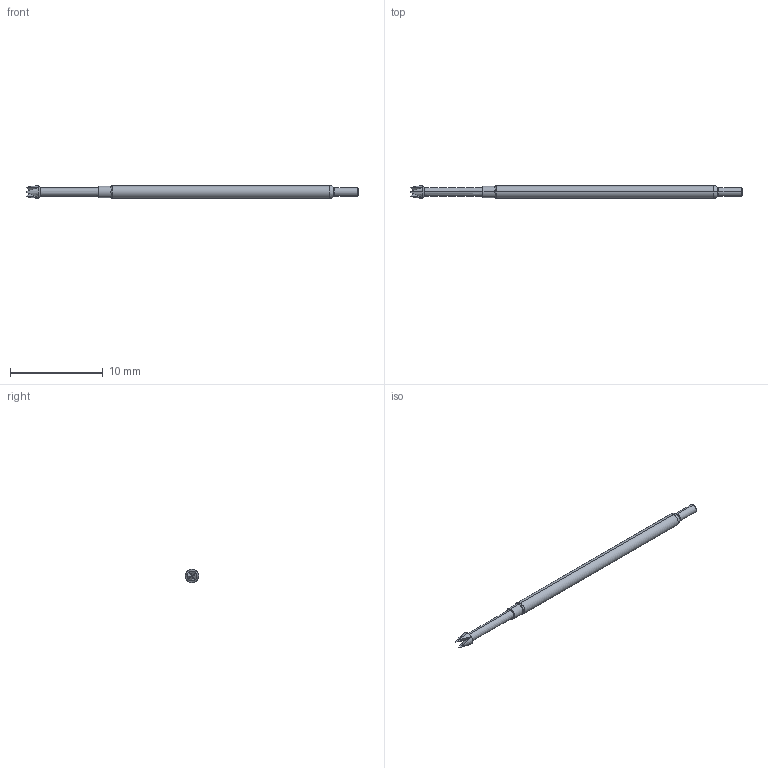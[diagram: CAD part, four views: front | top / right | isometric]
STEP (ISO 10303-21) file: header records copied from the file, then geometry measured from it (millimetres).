
FILE_DESCRIPTION (( 'STEP AP214' ), '1' );
FILE_NAME ('X75-2534.STEP', '2020-05-29T20:32:46', ( '' ), ( '' ), 'SwSTEP 2.0', 'SolidWorks 2019', '' );
FILE_SCHEMA (( 'AUTOMOTIVE_DESIGN' ));
Length unit declared in the file: inch
Products named in the file (1): X75-2534
Bounding box: 35.81 x 1.42 x 1.42 mm (x, y, z)
Volume: 43.9 mm3; surface area: 143.5 mm2
Topology: 1 solids, 1 shells, 44 faces, 100 edges, 59 vertices
Faces by surface type: cone 12, bspline 12, torus 8, cylinder 6, plane 6
Entity records: 3766 total; most frequent: CARTESIAN_POINT 2252, ORIENTED_EDGE 200, DIRECTION 168, EDGE_CURVE 100, AXIS2_PLACEMENT_3D 75, VERTEX_POINT 59, UNCERTAINTY_MEASURE_WITH_UNIT 47, DIMENSIONAL_EXPONENTS 47
